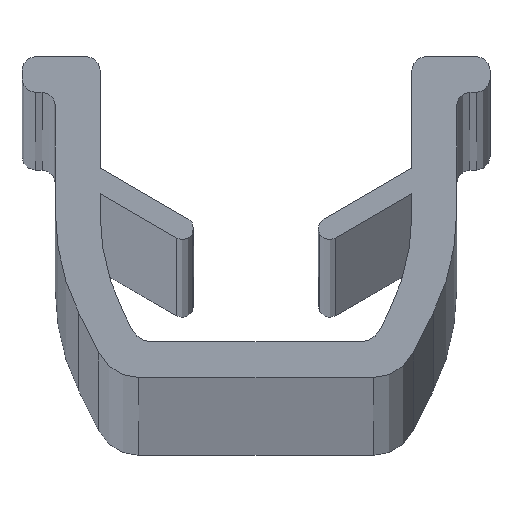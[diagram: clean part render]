
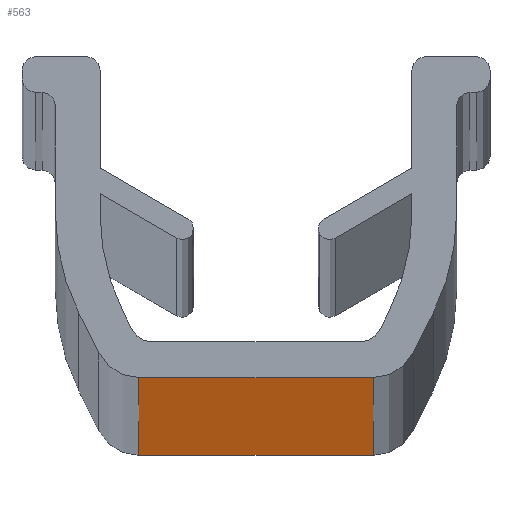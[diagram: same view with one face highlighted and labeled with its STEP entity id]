
A CAD part, top view. The second image highlights one B-rep face of the part: STEP entity #563.
In plain terms, the highlighted planar face has unit normal (0, -1, 0).
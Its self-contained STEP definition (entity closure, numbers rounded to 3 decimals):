
#9 = VECTOR ( 'NONE', #634, 1000. ) ;
#12 = CARTESIAN_POINT ( 'NONE',  ( -2.632, -2.7, -500. ) ) ;
#100 = LINE ( 'NONE', #12, #685 ) ;
#250 = VERTEX_POINT ( 'NONE', #901 ) ;
#272 = DIRECTION ( 'NONE',  ( 1., 0., 0. ) ) ;
#278 = VERTEX_POINT ( 'NONE', #365 ) ;
#279 = FACE_OUTER_BOUND ( 'NONE', #304, .T. ) ;
#304 = EDGE_LOOP ( 'NONE', ( #1288, #853, #1515, #332 ) ) ;
#332 = ORIENTED_EDGE ( 'NONE', *, *, #340, .T. ) ;
#340 = EDGE_CURVE ( 'NONE', #250, #1353, #100, .T. ) ;
#365 = CARTESIAN_POINT ( 'NONE',  ( 2.632, -2.7, 500. ) ) ;
#380 = LINE ( 'NONE', #716, #1083 ) ;
#394 = CARTESIAN_POINT ( 'NONE',  ( 0., -2.7, -500. ) ) ;
#492 = VECTOR ( 'NONE', #1329, 1000. ) ;
#551 = EDGE_CURVE ( 'NONE', #1166, #1353, #1095, .T. ) ;
#563 = ADVANCED_FACE ( 'NONE', ( #279 ), #1110, .T. ) ;
#576 = EDGE_CURVE ( 'NONE', #1166, #278, #1103, .T. ) ;
#634 = DIRECTION ( 'NONE',  ( 0., 0., 1. ) ) ;
#660 = CARTESIAN_POINT ( 'NONE',  ( 2.632, -2.7, -500. ) ) ;
#685 = VECTOR ( 'NONE', #949, 1000. ) ;
#716 = CARTESIAN_POINT ( 'NONE',  ( 0., -2.7, 500. ) ) ;
#739 = EDGE_CURVE ( 'NONE', #278, #250, #380, .T. ) ;
#853 = ORIENTED_EDGE ( 'NONE', *, *, #576, .T. ) ;
#888 = AXIS2_PLACEMENT_3D ( 'NONE', #1476, #1228, #272 ) ;
#901 = CARTESIAN_POINT ( 'NONE',  ( -2.632, -2.7, 500. ) ) ;
#949 = DIRECTION ( 'NONE',  ( 0., 0., -1. ) ) ;
#974 = CARTESIAN_POINT ( 'NONE',  ( -2.632, -2.7, -500. ) ) ;
#1083 = VECTOR ( 'NONE', #1308, 1000. ) ;
#1095 = LINE ( 'NONE', #394, #492 ) ;
#1103 = LINE ( 'NONE', #1451, #9 ) ;
#1110 = PLANE ( 'NONE',  #888 ) ;
#1166 = VERTEX_POINT ( 'NONE', #660 ) ;
#1228 = DIRECTION ( 'NONE',  ( 0., -1., 0. ) ) ;
#1288 = ORIENTED_EDGE ( 'NONE', *, *, #551, .F. ) ;
#1308 = DIRECTION ( 'NONE',  ( -1., 0., 0. ) ) ;
#1329 = DIRECTION ( 'NONE',  ( -1., 0., 0. ) ) ;
#1353 = VERTEX_POINT ( 'NONE', #974 ) ;
#1451 = CARTESIAN_POINT ( 'NONE',  ( 2.632, -2.7, 500. ) ) ;
#1476 = CARTESIAN_POINT ( 'NONE',  ( 0., -2.7, 500. ) ) ;
#1515 = ORIENTED_EDGE ( 'NONE', *, *, #739, .T. ) ;
